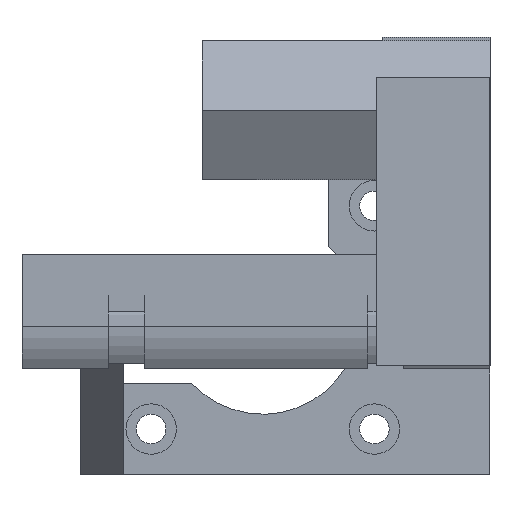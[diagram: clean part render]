
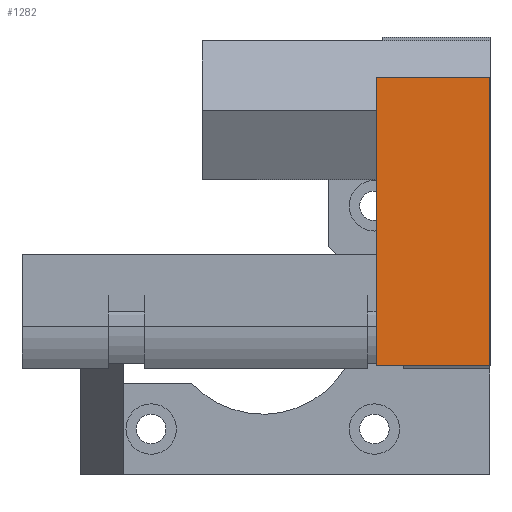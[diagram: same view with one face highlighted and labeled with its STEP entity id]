
A CAD part, left-side view. The second image highlights one B-rep face of the part: STEP entity #1282.
In plain terms, the highlighted planar face has unit normal (-1, 0, 0).
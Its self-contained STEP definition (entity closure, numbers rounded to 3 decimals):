
#21 = CARTESIAN_POINT ( 'NONE',  ( -32.9, 7.9, -38.5 ) ) ;
#132 = CARTESIAN_POINT ( 'NONE',  ( -32.9, -7.9, -38.5 ) ) ;
#292 = VECTOR ( 'NONE', #2642, 1000. ) ;
#551 = ORIENTED_EDGE ( 'NONE', *, *, #3853, .F. ) ;
#560 = PLANE ( 'NONE',  #6101 ) ;
#896 = CARTESIAN_POINT ( 'NONE',  ( -32.9, -7.9, 1.5 ) ) ;
#1094 = DIRECTION ( 'NONE',  ( 0., 1., 0. ) ) ;
#1158 = CARTESIAN_POINT ( 'NONE',  ( -32.9, 7.9, 1.5 ) ) ;
#1181 = EDGE_CURVE ( 'NONE', #2441, #5727, #2273, .T. ) ;
#1282 = ADVANCED_FACE ( 'NONE', ( #4108 ), #560, .T. ) ;
#1424 = DIRECTION ( 'NONE',  ( 0., 1., 0. ) ) ;
#1857 = VERTEX_POINT ( 'NONE', #5127 ) ;
#2089 = ORIENTED_EDGE ( 'NONE', *, *, #1181, .F. ) ;
#2158 = LINE ( 'NONE', #5221, #3418 ) ;
#2181 = ORIENTED_EDGE ( 'NONE', *, *, #4886, .T. ) ;
#2273 = LINE ( 'NONE', #132, #3385 ) ;
#2437 = ORIENTED_EDGE ( 'NONE', *, *, #2538, .T. ) ;
#2441 = VERTEX_POINT ( 'NONE', #5558 ) ;
#2538 = EDGE_CURVE ( 'NONE', #1857, #4426, #3858, .T. ) ;
#2642 = DIRECTION ( 'NONE',  ( 0., 0., -1. ) ) ;
#2995 = CARTESIAN_POINT ( 'NONE',  ( -32.9, -7.9, 1.5 ) ) ;
#3301 = DIRECTION ( 'NONE',  ( 0., 0., -1. ) ) ;
#3385 = VECTOR ( 'NONE', #1094, 1000. ) ;
#3418 = VECTOR ( 'NONE', #3301, 1000. ) ;
#3448 = DIRECTION ( 'NONE',  ( 0., 0., 1. ) ) ;
#3768 = EDGE_LOOP ( 'NONE', ( #2181, #2089, #551, #2437 ) ) ;
#3853 = EDGE_CURVE ( 'NONE', #1857, #2441, #2158, .T. ) ;
#3858 = LINE ( 'NONE', #896, #5436 ) ;
#4108 = FACE_OUTER_BOUND ( 'NONE', #3768, .T. ) ;
#4426 = VERTEX_POINT ( 'NONE', #4574 ) ;
#4574 = CARTESIAN_POINT ( 'NONE',  ( -32.9, 7.9, 1.5 ) ) ;
#4837 = DIRECTION ( 'NONE',  ( -1., 0., 0. ) ) ;
#4886 = EDGE_CURVE ( 'NONE', #4426, #5727, #5321, .T. ) ;
#5127 = CARTESIAN_POINT ( 'NONE',  ( -32.9, -7.9, 1.5 ) ) ;
#5221 = CARTESIAN_POINT ( 'NONE',  ( -32.9, -7.9, 1.5 ) ) ;
#5321 = LINE ( 'NONE', #1158, #292 ) ;
#5436 = VECTOR ( 'NONE', #1424, 1000. ) ;
#5558 = CARTESIAN_POINT ( 'NONE',  ( -32.9, -7.9, -38.5 ) ) ;
#5727 = VERTEX_POINT ( 'NONE', #21 ) ;
#6101 = AXIS2_PLACEMENT_3D ( 'NONE', #2995, #4837, #3448 ) ;
